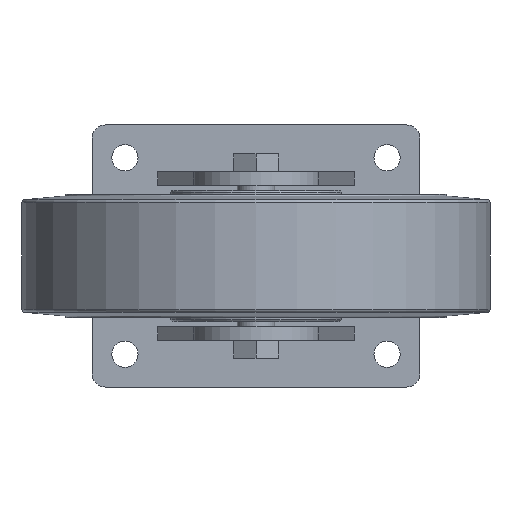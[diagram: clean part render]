
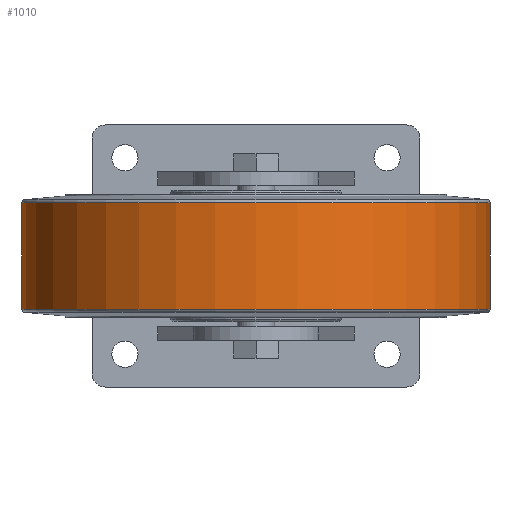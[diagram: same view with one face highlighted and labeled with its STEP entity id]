
A CAD part, front view. The second image highlights one B-rep face of the part: STEP entity #1010.
In plain terms, the highlighted cylindrical face has radius 125 mm (diameter 250 mm), a full revolution.
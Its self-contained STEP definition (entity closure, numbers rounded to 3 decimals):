
#51=CYLINDRICAL_SURFACE('',#1129,125.);
#91=CIRCLE('',#1128,125.);
#92=CIRCLE('',#1130,125.);
#263=ORIENTED_EDGE('',*,*,#434,.T.);
#264=ORIENTED_EDGE('',*,*,#433,.F.);
#433=EDGE_CURVE('',#539,#539,#91,.T.);
#434=EDGE_CURVE('',#540,#540,#92,.T.);
#539=VERTEX_POINT('',#1673);
#540=VERTEX_POINT('',#1676);
#783=EDGE_LOOP('',(#263));
#784=EDGE_LOOP('',(#264));
#897=FACE_BOUND('',#783,.T.);
#898=FACE_BOUND('',#784,.T.);
#1010=ADVANCED_FACE('',(#897,#898),#51,.T.);
#1128=AXIS2_PLACEMENT_3D('',#1672,#1374,#1375);
#1129=AXIS2_PLACEMENT_3D('',#1674,#1376,#1377);
#1130=AXIS2_PLACEMENT_3D('',#1675,#1378,#1379);
#1374=DIRECTION('',(0.,0.,-1.));
#1375=DIRECTION('',(-1.,0.,0.));
#1376=DIRECTION('',(0.,0.,-1.));
#1377=DIRECTION('',(-1.,0.,0.));
#1378=DIRECTION('',(0.,0.,-1.));
#1379=DIRECTION('',(-1.,0.,0.));
#1672=CARTESIAN_POINT('',(0.,0.,-28.351));
#1673=CARTESIAN_POINT('',(-125.,0.,-28.351));
#1674=CARTESIAN_POINT('',(0.,0.,-35.));
#1675=CARTESIAN_POINT('',(0.,0.,28.351));
#1676=CARTESIAN_POINT('',(-125.,0.,28.351));
